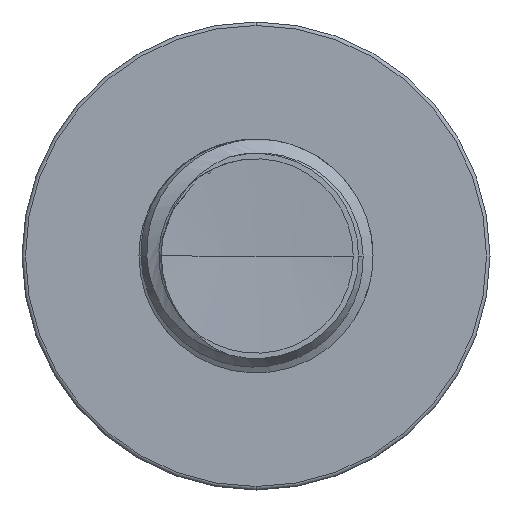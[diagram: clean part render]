
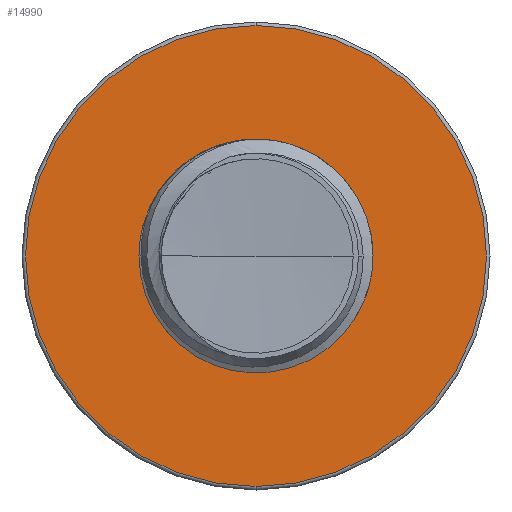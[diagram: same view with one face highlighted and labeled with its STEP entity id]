
A CAD part, front view. The second image highlights one B-rep face of the part: STEP entity #14990.
In plain terms, the highlighted planar face has unit normal (0, -1, 0).
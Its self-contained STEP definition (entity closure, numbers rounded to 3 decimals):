
#1166 = AXIS2_PLACEMENT_3D ( 'NONE', #15611, #2741, #17799 ) ;
#1848 = EDGE_LOOP ( 'NONE', ( #4297, #21505 ) ) ;
#2296 = DIRECTION ( 'NONE',  ( 0., -1., 0. ) ) ;
#2448 = EDGE_CURVE ( 'NONE', #4614, #23910, #12964, .T. ) ;
#2741 = DIRECTION ( 'NONE',  ( 0., -1., 0. ) ) ;
#3470 = DIRECTION ( 'NONE',  ( 0., -1., 0. ) ) ;
#4126 = CARTESIAN_POINT ( 'NONE',  ( 0., 15., 7.88 ) ) ;
#4297 = ORIENTED_EDGE ( 'NONE', *, *, #13408, .T. ) ;
#4614 = VERTEX_POINT ( 'NONE', #4126 ) ;
#4964 = CIRCLE ( 'NONE', #26036, 3.99 ) ;
#5577 = DIRECTION ( 'NONE',  ( 0., -1., 0. ) ) ;
#6058 = AXIS2_PLACEMENT_3D ( 'NONE', #15968, #3470, #18540 ) ;
#7684 = FACE_OUTER_BOUND ( 'NONE', #1848, .T. ) ;
#8692 = CARTESIAN_POINT ( 'NONE',  ( 0., 15., -3.99 ) ) ;
#9529 = AXIS2_PLACEMENT_3D ( 'NONE', #10930, #26081, #13098 ) ;
#10640 = VERTEX_POINT ( 'NONE', #24738 ) ;
#10868 = CARTESIAN_POINT ( 'NONE',  ( 0., 15., -7.88 ) ) ;
#10930 = CARTESIAN_POINT ( 'NONE',  ( 0., 15., 0. ) ) ;
#12904 = AXIS2_PLACEMENT_3D ( 'NONE', #15182, #2296, #17346 ) ;
#12964 = CIRCLE ( 'NONE', #1166, 7.88 ) ;
#13098 = DIRECTION ( 'NONE',  ( 0., 0., -1. ) ) ;
#13338 = VERTEX_POINT ( 'NONE', #8692 ) ;
#13408 = EDGE_CURVE ( 'NONE', #23910, #4614, #16801, .T. ) ;
#14181 = PLANE ( 'NONE',  #6058 ) ;
#14990 = ADVANCED_FACE ( 'NONE', ( #7684, #19186 ), #14181, .T. ) ;
#15182 = CARTESIAN_POINT ( 'NONE',  ( 0., 15., 0. ) ) ;
#15611 = CARTESIAN_POINT ( 'NONE',  ( 0., 15., 0. ) ) ;
#15968 = CARTESIAN_POINT ( 'NONE',  ( 0., 15., 3.99 ) ) ;
#16801 = CIRCLE ( 'NONE', #12904, 7.88 ) ;
#17346 = DIRECTION ( 'NONE',  ( 0., 0., -1. ) ) ;
#17759 = ORIENTED_EDGE ( 'NONE', *, *, #25450, .F. ) ;
#17799 = DIRECTION ( 'NONE',  ( 0., 0., -1. ) ) ;
#18504 = CARTESIAN_POINT ( 'NONE',  ( 0., 15., 0. ) ) ;
#18540 = DIRECTION ( 'NONE',  ( 0., 0., -1. ) ) ;
#19186 = FACE_BOUND ( 'NONE', #24546, .T. ) ;
#20680 = DIRECTION ( 'NONE',  ( 0., 0., -1. ) ) ;
#21505 = ORIENTED_EDGE ( 'NONE', *, *, #2448, .T. ) ;
#23910 = VERTEX_POINT ( 'NONE', #10868 ) ;
#24342 = EDGE_CURVE ( 'NONE', #13338, #10640, #4964, .T. ) ;
#24546 = EDGE_LOOP ( 'NONE', ( #27925, #17759 ) ) ;
#24571 = CIRCLE ( 'NONE', #9529, 3.99 ) ;
#24738 = CARTESIAN_POINT ( 'NONE',  ( 0., 15., 3.99 ) ) ;
#25450 = EDGE_CURVE ( 'NONE', #10640, #13338, #24571, .T. ) ;
#26036 = AXIS2_PLACEMENT_3D ( 'NONE', #18504, #5577, #20680 ) ;
#26081 = DIRECTION ( 'NONE',  ( 0., -1., 0. ) ) ;
#27925 = ORIENTED_EDGE ( 'NONE', *, *, #24342, .F. ) ;
